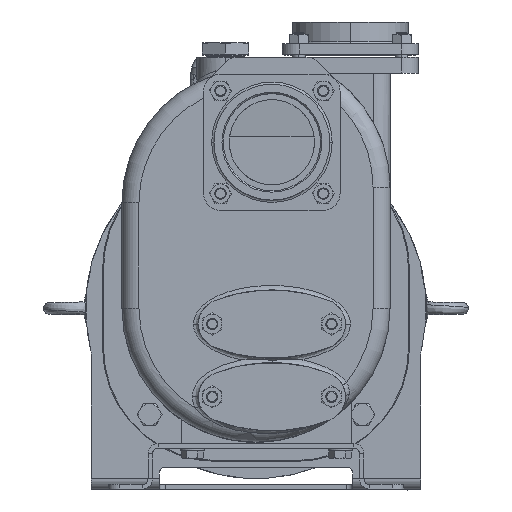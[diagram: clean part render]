
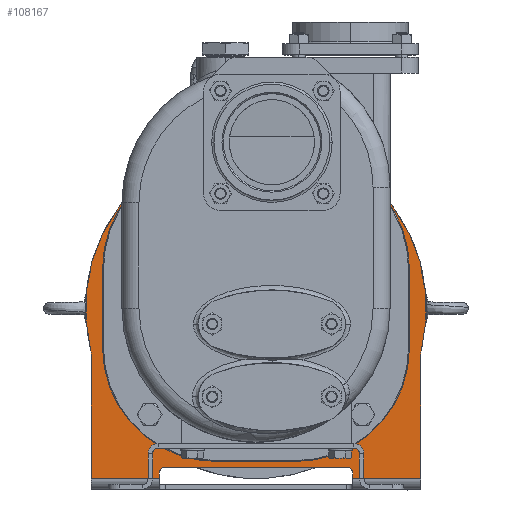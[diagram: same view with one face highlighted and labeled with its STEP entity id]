
A CAD part, top view. The second image highlights one B-rep face of the part: STEP entity #108167.
In plain terms, the highlighted planar face has unit normal (0, 0, 1).
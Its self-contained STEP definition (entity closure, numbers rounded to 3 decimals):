
#17930=CARTESIAN_POINT('',(-165.,77.073,-419.));
#17931=DIRECTION('',(0.,0.,-1.));
#17932=DIRECTION('',(0.971,0.241,0.));
#17933=AXIS2_PLACEMENT_3D('',#17930,#17931,#17932);
#17935=CARTESIAN_POINT('',(0.,118.,-419.));
#17936=DIRECTION('',(0.,0.,-1.));
#17937=DIRECTION('',(-0.971,-0.241,0.));
#17938=AXIS2_PLACEMENT_3D('',#17935,#17936,#17937);
#17940=DIRECTION('',(0.,-1.,0.));
#17941=VECTOR('',#17940,109.073);
#17942=CARTESIAN_POINT('',(145.,77.073,-419.));
#17943=LINE('',#17942,#17941);
#17944=DIRECTION('',(0.,1.,0.));
#17945=VECTOR('',#17944,5.);
#17946=CARTESIAN_POINT('',(85.,-32.,-419.));
#17947=LINE('',#17946,#17945);
#17948=DIRECTION('',(-1.,0.,0.));
#17949=VECTOR('',#17948,160.);
#17950=CARTESIAN_POINT('',(80.,-22.,-419.));
#17951=LINE('',#17950,#17949);
#17952=DIRECTION('',(0.,1.,0.));
#17953=VECTOR('',#17952,5.);
#17954=CARTESIAN_POINT('',(-85.,-32.,-419.));
#17955=LINE('',#17954,#17953);
#17956=DIRECTION('',(0.,1.,0.));
#17957=VECTOR('',#17956,109.073);
#17958=CARTESIAN_POINT('',(-145.,-32.,-419.));
#17959=LINE('',#17958,#17957);
#17965=CARTESIAN_POINT('',(165.,77.073,-419.));
#17966=DIRECTION('',(0.,0.,-1.));
#17967=DIRECTION('',(-1.,0.,0.));
#17968=AXIS2_PLACEMENT_3D('',#17965,#17966,#17967);
#18009=CARTESIAN_POINT('',(-80.,-27.,-419.));
#18010=DIRECTION('',(0.,0.,-1.));
#18011=DIRECTION('',(-1.,0.,0.));
#18012=AXIS2_PLACEMENT_3D('',#18009,#18010,#18011);
#18062=DIRECTION('',(1.,0.,0.));
#18063=VECTOR('',#18062,60.);
#18064=CARTESIAN_POINT('',(-145.,-32.,-419.));
#18065=LINE('',#18064,#18063);
#18277=DIRECTION('',(1.,0.,0.));
#18278=VECTOR('',#18277,60.);
#18279=CARTESIAN_POINT('',(85.,-32.,-419.));
#18280=LINE('',#18279,#18278);
#18323=CARTESIAN_POINT('',(80.,-27.,-419.));
#18324=DIRECTION('',(0.,0.,-1.));
#18325=DIRECTION('',(0.,1.,0.));
#18326=AXIS2_PLACEMENT_3D('',#18323,#18324,#18325);
#18368=CARTESIAN_POINT('',(35.,153.,-419.));
#18369=DIRECTION('',(0.,0.,1.));
#18370=DIRECTION('',(1.,0.,0.));
#18371=AXIS2_PLACEMENT_3D('',#18368,#18369,#18370);
#18382=DIRECTION('',(0.,1.,0.));
#18383=VECTOR('',#18382,70.);
#18384=CARTESIAN_POINT('',(135.,83.,-419.));
#18385=LINE('',#18384,#18383);
#18394=CARTESIAN_POINT('',(35.,83.,-419.));
#18395=DIRECTION('',(0.,0.,1.));
#18396=DIRECTION('',(0.,-1.,0.));
#18397=AXIS2_PLACEMENT_3D('',#18394,#18395,#18396);
#18408=DIRECTION('',(1.,0.,0.));
#18409=VECTOR('',#18408,70.);
#18410=CARTESIAN_POINT('',(-35.,-17.,-419.));
#18411=LINE('',#18410,#18409);
#18420=CARTESIAN_POINT('',(-35.,83.,-419.));
#18421=DIRECTION('',(0.,0.,1.));
#18422=DIRECTION('',(-1.,0.,0.));
#18423=AXIS2_PLACEMENT_3D('',#18420,#18421,#18422);
#18434=DIRECTION('',(0.,-1.,0.));
#18435=VECTOR('',#18434,70.);
#18436=CARTESIAN_POINT('',(-135.,153.,-419.));
#18437=LINE('',#18436,#18435);
#18446=CARTESIAN_POINT('',(-35.,153.,-419.));
#18447=DIRECTION('',(0.,0.,1.));
#18448=DIRECTION('',(0.,1.,0.));
#18449=AXIS2_PLACEMENT_3D('',#18446,#18447,#18448);
#18460=DIRECTION('',(-1.,0.,0.));
#18461=VECTOR('',#18460,70.);
#18462=CARTESIAN_POINT('',(35.,253.,-419.));
#18463=LINE('',#18462,#18461);
#78973=CARTESIAN_POINT('',(-80.,-22.,-419.));
#78975=VERTEX_POINT('',#78973);
#78977=CARTESIAN_POINT('',(-85.,-27.,-419.));
#78979=VERTEX_POINT('',#78977);
#78989=CARTESIAN_POINT('',(85.,-27.,-419.));
#78991=VERTEX_POINT('',#78989);
#78993=CARTESIAN_POINT('',(80.,-22.,-419.));
#78995=VERTEX_POINT('',#78993);
#79004=CARTESIAN_POINT('',(-85.,-32.,-419.));
#79005=VERTEX_POINT('',#79004);
#79006=CARTESIAN_POINT('',(85.,-32.,-419.));
#79007=VERTEX_POINT('',#79006);
#79012=CARTESIAN_POINT('',(145.,77.073,-419.));
#79013=CARTESIAN_POINT('',(145.,-32.,-419.));
#79014=VERTEX_POINT('',#79012);
#79015=VERTEX_POINT('',#79013);
#79020=CARTESIAN_POINT('',(-145.,-32.,-419.));
#79021=CARTESIAN_POINT('',(-145.,77.073,-419.));
#79022=VERTEX_POINT('',#79020);
#79023=VERTEX_POINT('',#79021);
#79028=CARTESIAN_POINT('',(-145.588,81.888,-419.));
#79029=VERTEX_POINT('',#79028);
#79030=CARTESIAN_POINT('',(145.588,81.888,-419.));
#79031=VERTEX_POINT('',#79030);
#79032=CARTESIAN_POINT('',(135.,153.,-419.));
#79033=CARTESIAN_POINT('',(35.,253.,-419.));
#79034=VERTEX_POINT('',#79032);
#79035=VERTEX_POINT('',#79033);
#79036=CARTESIAN_POINT('',(-35.,253.,-419.));
#79037=VERTEX_POINT('',#79036);
#79038=CARTESIAN_POINT('',(-135.,153.,-419.));
#79039=VERTEX_POINT('',#79038);
#79040=CARTESIAN_POINT('',(-135.,83.,-419.));
#79041=VERTEX_POINT('',#79040);
#79042=CARTESIAN_POINT('',(-35.,-17.,-419.));
#79043=VERTEX_POINT('',#79042);
#79044=CARTESIAN_POINT('',(35.,-17.,-419.));
#79045=VERTEX_POINT('',#79044);
#79046=CARTESIAN_POINT('',(135.,83.,-419.));
#79047=VERTEX_POINT('',#79046);
#108120=CARTESIAN_POINT('',(0.,118.,-419.));
#108121=DIRECTION('',(0.,0.,-1.));
#108122=DIRECTION('',(-1.,0.,0.));
#108123=AXIS2_PLACEMENT_3D('',#108120,#108121,#108122);
#108124=PLANE('',#108123);
#108125=ORIENTED_EDGE('',*,*,#108020,.T.);
#108127=ORIENTED_EDGE('',*,*,#108126,.F.);
#108129=ORIENTED_EDGE('',*,*,#108128,.T.);
#108131=ORIENTED_EDGE('',*,*,#108130,.F.);
#108133=ORIENTED_EDGE('',*,*,#108132,.T.);
#108135=ORIENTED_EDGE('',*,*,#108134,.F.);
#108137=ORIENTED_EDGE('',*,*,#108136,.T.);
#108139=ORIENTED_EDGE('',*,*,#108138,.F.);
#108141=ORIENTED_EDGE('',*,*,#108140,.F.);
#108143=ORIENTED_EDGE('',*,*,#108142,.F.);
#108145=ORIENTED_EDGE('',*,*,#108144,.T.);
#108146=ORIENTED_EDGE('',*,*,#108113,.F.);
#108147=EDGE_LOOP('',(#108125,#108127,#108129,#108131,#108133,#108135,#108137,
#108139,#108141,#108143,#108145,#108146));
#108148=FACE_OUTER_BOUND('',#108147,.F.);
#108150=ORIENTED_EDGE('',*,*,#108149,.T.);
#108152=ORIENTED_EDGE('',*,*,#108151,.T.);
#108154=ORIENTED_EDGE('',*,*,#108153,.T.);
#108156=ORIENTED_EDGE('',*,*,#108155,.T.);
#108158=ORIENTED_EDGE('',*,*,#108157,.T.);
#108160=ORIENTED_EDGE('',*,*,#108159,.T.);
#108162=ORIENTED_EDGE('',*,*,#108161,.T.);
#108164=ORIENTED_EDGE('',*,*,#108163,.T.);
#108165=EDGE_LOOP('',(#108150,#108152,#108154,#108156,#108158,#108160,#108162,
#108164));
#108166=FACE_BOUND('',#108165,.F.);
#108167=ADVANCED_FACE('',(#108148,#108166),#108124,.F.);
#17934=CIRCLE('',#17933,20.);
#17939=CIRCLE('',#17938,150.);
#17969=CIRCLE('',#17968,20.);
#18013=CIRCLE('',#18012,5.);
#18327=CIRCLE('',#18326,5.);
#18372=CIRCLE('',#18371,100.);
#18398=CIRCLE('',#18397,100.);
#18424=CIRCLE('',#18423,100.);
#18450=CIRCLE('',#18449,100.);
#108020=EDGE_CURVE('',#79029,#79031,#17939,.T.);
#108113=EDGE_CURVE('',#79029,#79023,#17934,.T.);
#108126=EDGE_CURVE('',#79014,#79031,#17969,.T.);
#108128=EDGE_CURVE('',#79014,#79015,#17943,.T.);
#108130=EDGE_CURVE('',#79007,#79015,#18280,.T.);
#108132=EDGE_CURVE('',#79007,#78991,#17947,.T.);
#108134=EDGE_CURVE('',#78995,#78991,#18327,.T.);
#108136=EDGE_CURVE('',#78995,#78975,#17951,.T.);
#108138=EDGE_CURVE('',#78979,#78975,#18013,.T.);
#108140=EDGE_CURVE('',#79005,#78979,#17955,.T.);
#108142=EDGE_CURVE('',#79022,#79005,#18065,.T.);
#108144=EDGE_CURVE('',#79022,#79023,#17959,.T.);
#108149=EDGE_CURVE('',#79034,#79035,#18372,.T.);
#108151=EDGE_CURVE('',#79035,#79037,#18463,.T.);
#108153=EDGE_CURVE('',#79037,#79039,#18450,.T.);
#108155=EDGE_CURVE('',#79039,#79041,#18437,.T.);
#108157=EDGE_CURVE('',#79041,#79043,#18424,.T.);
#108159=EDGE_CURVE('',#79043,#79045,#18411,.T.);
#108161=EDGE_CURVE('',#79045,#79047,#18398,.T.);
#108163=EDGE_CURVE('',#79047,#79034,#18385,.T.);
